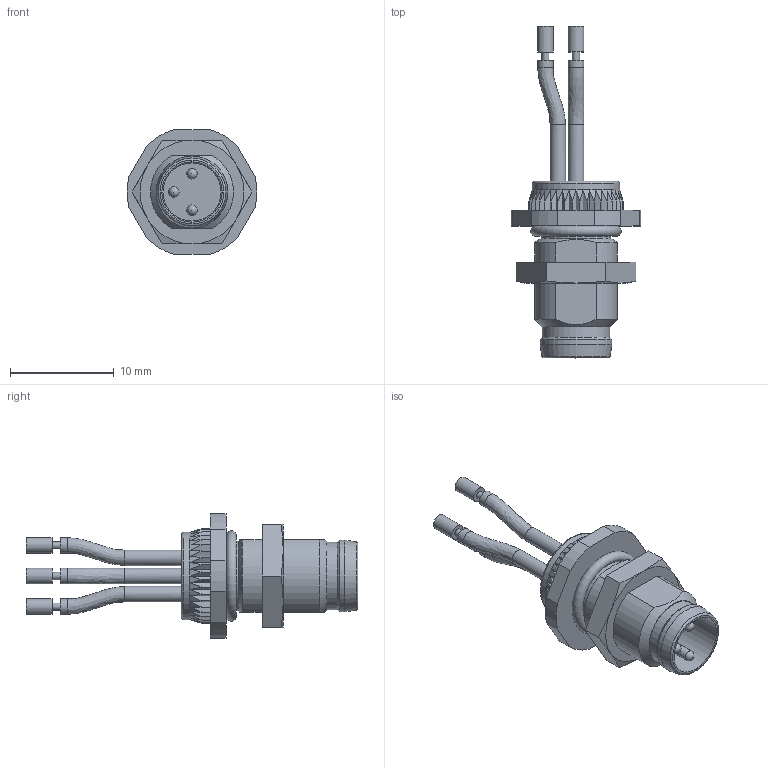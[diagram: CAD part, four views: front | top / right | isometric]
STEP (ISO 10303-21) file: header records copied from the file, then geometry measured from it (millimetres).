
FILE_DESCRIPTION(/* description */ (''),/* implementation_level */ '2;1');
FILE_NAME(/* name */ '5026658__Flanschstecker_assy_285368.stp',/* time_stamp */ '2016-11-18T09:17:48+01:00',/* author */ (''),/* organization */ (''),/* preprocessor_version */ 'ST-DEVELOPER v16',/* originating_system */ 'SIEMENS PLM Software NX 10.0',/* authorisation */ '');
FILE_SCHEMA (('AUTOMOTIVE_DESIGN { 1 0 10303 214 3 1 1 1 }'));
Length unit declared in the file: millimetre
Products named in the file (1): osen1818D39Ctqur
Bounding box: 12.46 x 31.95 x 12 mm (x, y, z)
Volume: 940.2 mm3; surface area: 1207.8 mm2
Topology: 2 solids, 2 shells, 165 faces, 430 edges, 282 vertices
Faces by surface type: plane 113, cylinder 30, cone 11, torus 5, bspline 3, sphere 3
Full cylindrical faces by diameter (mm): 0.7 x3, 1 x3, 1.5 x9, 5.8 x1, 6.5 x1, 6.7 x1, 6.9 x1, 8.4 x1
Entity records: 4993 total; most frequent: CARTESIAN_POINT 1318, ORIENTED_EDGE 752, DIRECTION 666, EDGE_CURVE 376, VERTEX_POINT 265, AXIS2_PLACEMENT_3D 229, EDGE_LOOP 214, LINE 208
